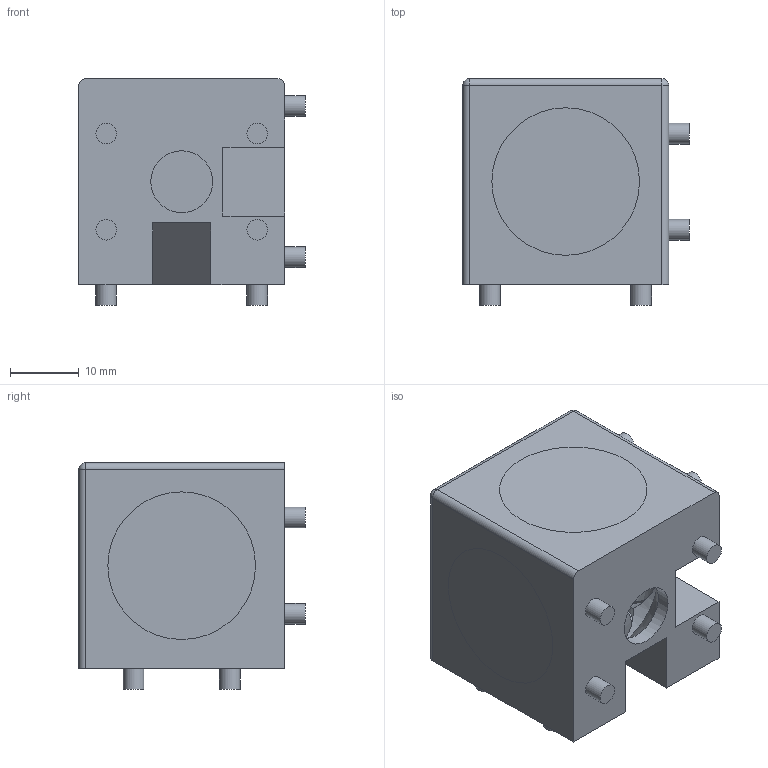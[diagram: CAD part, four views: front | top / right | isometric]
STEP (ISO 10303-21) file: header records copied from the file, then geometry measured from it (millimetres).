
FILE_DESCRIPTION((''),'2;1');
FILE_NAME('AR3804.stp','2019-02-08T10:47:41',('Konstruktor II'),(''),'Autodesk Inventor 2013','Autodesk Inventor 2013','');
FILE_SCHEMA(('AUTOMOTIVE_DESIGN { 1 0 10303 214 1 1 1 1 }'));
Length unit declared in the file: millimetre
Products named in the file (3): AR3804; AR3804 I; AR3804 II
Assembly tree (4 placements, depth 2):
  AR3804
    AR3804 I
    AR3804 II  x3
Bounding box: 33 x 33 x 33 mm (x, y, z)
Volume: 15928.6 mm3; surface area: 10675.7 mm2
Topology: 4 solids, 4 shells, 82 faces, 168 edges, 108 vertices
Faces by surface type: plane 39, cylinder 32, cone 9, sphere 2
Full cylindrical faces by diameter (mm): 3 x12, 9 x3, 15 x3, 17.5 x9
Entity records: 1819 total; most frequent: DIRECTION 336, CARTESIAN_POINT 279, ORIENTED_EDGE 226, AXIS2_PLACEMENT_3D 146, EDGE_LOOP 122, EDGE_CURVE 113, VERTEX_POINT 89, FACE_OUTER_BOUND 70
